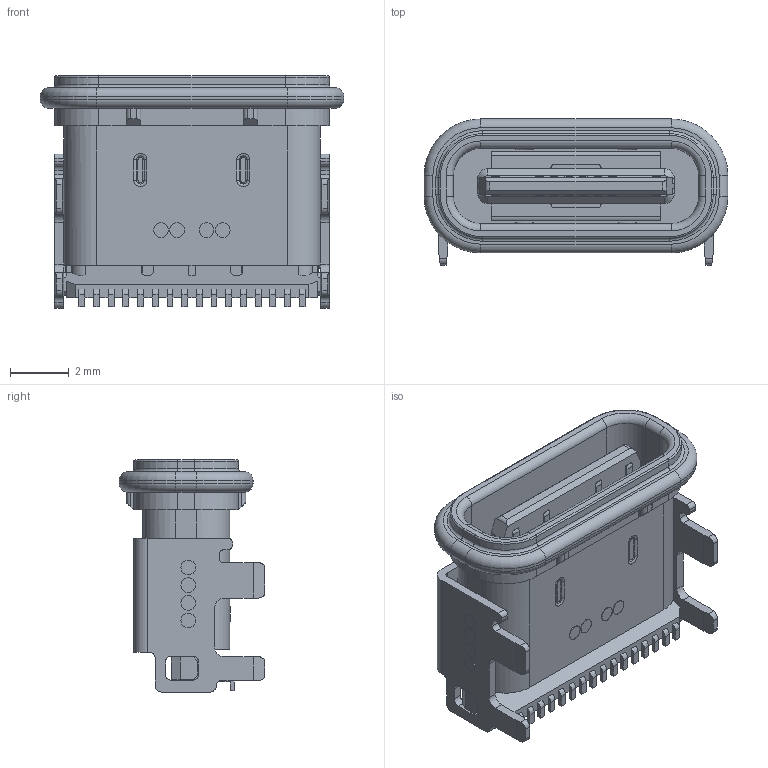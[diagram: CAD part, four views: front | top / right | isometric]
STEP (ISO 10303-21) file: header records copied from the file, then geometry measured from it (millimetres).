
FILE_DESCRIPTION(/* description */ ('STEP AP214'),/* implementation_level */ '2;1');
FILE_NAME(/* name */ '609c2aee7cd7a50f4d108533',/* time_stamp */ '2021-05-12T19:22:24+00:00',/* author */ (''),/* organization */ (''),/* preprocessor_version */ 'ST-DEVELOPER v18.1',/* originating_system */ ' ',/* authorisation */ ' ');
FILE_SCHEMA (('AUTOMOTIVE_DESIGN {1 0 10303 214 3 1 1}'));
Length unit declared in the file: metre
Products named in the file (1): USB-C_Molex_2130830005
Bounding box: 10.34 x 4.96 x 7.9 mm (x, y, z)
Volume: 138.6 mm3; surface area: 522.8 mm2
Topology: 1 solids, 1 shells, 697 faces, 1868 edges, 1199 vertices
Faces by surface type: plane 410, cylinder 229, torus 54, cone 4
Full cylindrical faces by diameter (mm): 0.5 x16
Entity records: 23015 total; most frequent: CARTESIAN_POINT 3788, DIRECTION 3767, ORIENTED_EDGE 3692, EDGE_CURVE 1846, LINE 1295, VECTOR 1295, AXIS2_PLACEMENT_3D 1236, VERTEX_POINT 1193
